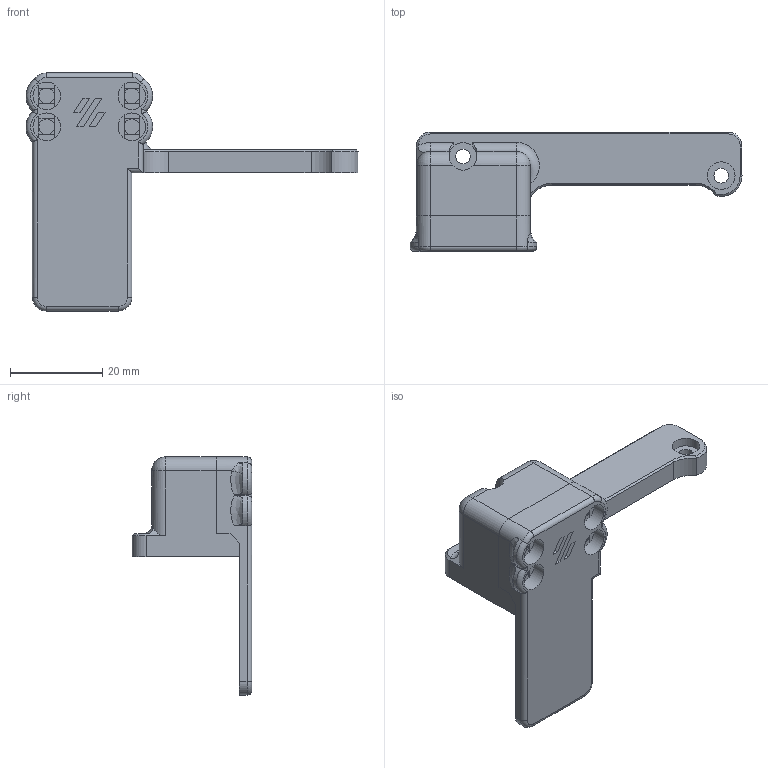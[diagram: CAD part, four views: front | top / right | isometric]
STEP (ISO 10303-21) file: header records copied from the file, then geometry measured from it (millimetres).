
FILE_DESCRIPTION(/* description */ (''),/* implementation_level */ '2;1');
FILE_NAME(/* name */ 'Rear_Doom_Cable_Cover.step',/* time_stamp */ '2022-11-14T17:27:13-05:00',/* author */ (''),/* organization */ (''),/* preprocessor_version */ 'ST-DEVELOPER v19.2',/* originating_system */ 'Autodesk Translation Framework v11.17.0.187',/* authorisation */ '');
FILE_SCHEMA (('AUTOMOTIVE_DESIGN { 1 0 10303 214 3 1 1 }'));
Length unit declared in the file: millimetre
Products named in the file (1): Rear_Umbilical_Rear_Umbilical
Bounding box: 72.07 x 25.93 x 51.7 mm (x, y, z)
Volume: 15017.3 mm3; surface area: 8253.3 mm2
Topology: 2 solids, 2 shells, 178 faces, 472 edges, 298 vertices
Faces by surface type: plane 107, cylinder 48, torus 10, bspline 6, cone 5, sphere 2
Full cylindrical faces by diameter (mm): 3.2 x2, 3.4 x4, 4.7 x4, 6 x6
Entity records: 6160 total; most frequent: CARTESIAN_POINT 1707, ORIENTED_EDGE 926, DIRECTION 915, EDGE_CURVE 463, AXIS2_PLACEMENT_3D 315, VERTEX_POINT 296, LINE 285, VECTOR 285
